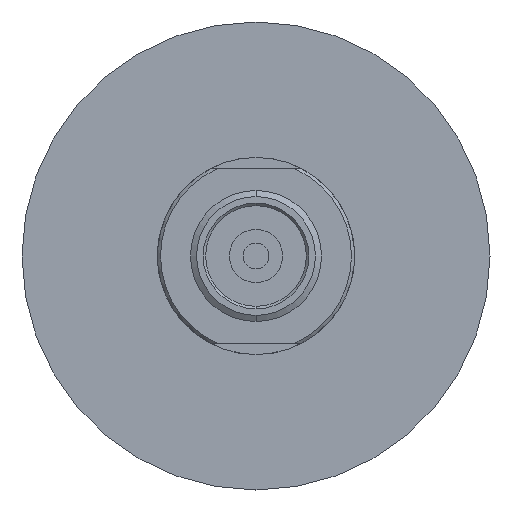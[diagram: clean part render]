
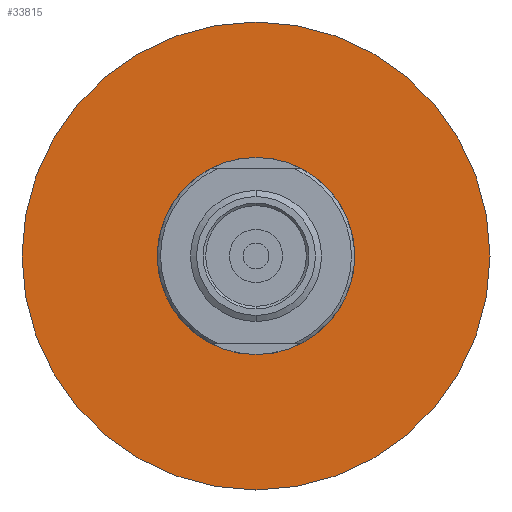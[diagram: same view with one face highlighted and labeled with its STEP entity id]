
A CAD part, left-side view. The second image highlights one B-rep face of the part: STEP entity #33815.
In plain terms, the highlighted planar face has unit normal (-1, 0, 0).
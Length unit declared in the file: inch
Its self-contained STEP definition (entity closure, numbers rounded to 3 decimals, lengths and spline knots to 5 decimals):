
#928 = CARTESIAN_POINT ( 'NONE',  ( -0.47448, 0.2022, 0. ) ) ;
#947 = CARTESIAN_POINT ( 'NONE',  ( -0.47448, 0.7022, 0. ) ) ;
#4924 = EDGE_CURVE ( 'NONE', #20544, #24802, #15506, .T. ) ;
#6230 = DIRECTION ( 'NONE',  ( -1., 0., 0. ) ) ;
#6598 = CARTESIAN_POINT ( 'NONE',  ( -0.47448, 0.95023, 0. ) ) ;
#9269 = EDGE_CURVE ( 'NONE', #24802, #20544, #35218, .T. ) ;
#11697 = PLANE ( 'NONE',  #36703 ) ;
#11949 = EDGE_LOOP ( 'NONE', ( #28081, #36710 ) ) ;
#12208 = AXIS2_PLACEMENT_3D ( 'NONE', #35634, #6230, #29584 ) ;
#12454 = DIRECTION ( 'NONE',  ( -1., 0., 0. ) ) ;
#12666 = DIRECTION ( 'NONE',  ( 0., 1., 0. ) ) ;
#12839 = DIRECTION ( 'NONE',  ( 0., -1., 0. ) ) ;
#15506 = CIRCLE ( 'NONE', #33546, 0.74803 ) ;
#20544 = VERTEX_POINT ( 'NONE', #23203 ) ;
#23203 = CARTESIAN_POINT ( 'NONE',  ( -0.47448, -0.54583, 0. ) ) ;
#24802 = VERTEX_POINT ( 'NONE', #6598 ) ;
#25138 = DIRECTION ( 'NONE',  ( 1., 0., 0. ) ) ;
#28081 = ORIENTED_EDGE ( 'NONE', *, *, #4924, .T. ) ;
#29584 = DIRECTION ( 'NONE',  ( 0., -1., 0. ) ) ;
#33546 = AXIS2_PLACEMENT_3D ( 'NONE', #928, #12454, #12839 ) ;
#33815 = ADVANCED_FACE ( 'NONE', ( #38366 ), #11697, .F. ) ;
#35218 = CIRCLE ( 'NONE', #12208, 0.74803 ) ;
#35634 = CARTESIAN_POINT ( 'NONE',  ( -0.47448, 0.2022, 0. ) ) ;
#36703 = AXIS2_PLACEMENT_3D ( 'NONE', #947, #25138, #12666 ) ;
#36710 = ORIENTED_EDGE ( 'NONE', *, *, #9269, .T. ) ;
#38366 = FACE_OUTER_BOUND ( 'NONE', #11949, .T. ) ;
